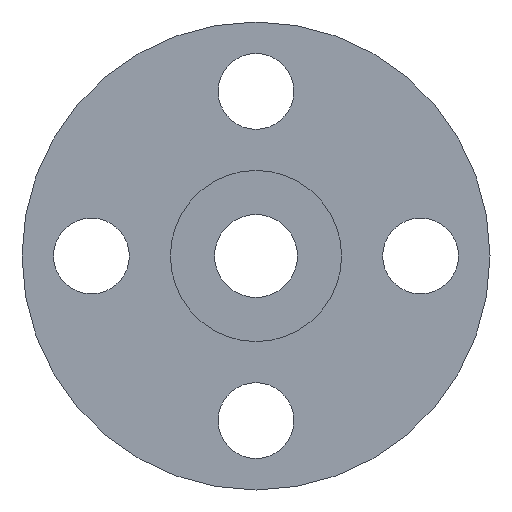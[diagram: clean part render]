
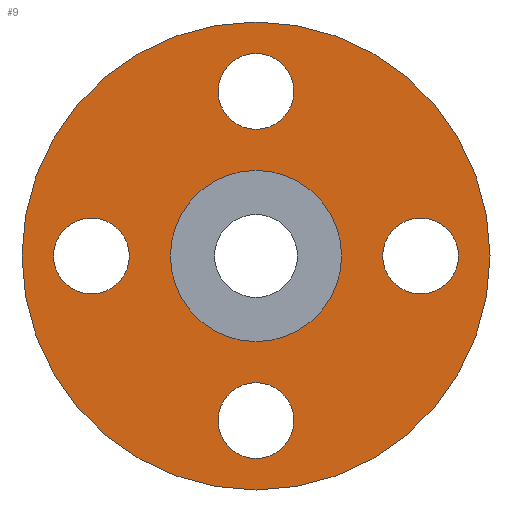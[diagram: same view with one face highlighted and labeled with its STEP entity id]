
A CAD part, front view. The second image highlights one B-rep face of the part: STEP entity #9.
In plain terms, the highlighted planar face has unit normal (0, -1, 0).
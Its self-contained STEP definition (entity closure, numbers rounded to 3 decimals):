
#9 = ADVANCED_FACE ( 'NONE', ( #238, #27, #303, #22, #442, #642 ), #588, .T. ) ;
#10 = DIRECTION ( 'NONE',  ( 0., 0., 1. ) ) ;
#14 = EDGE_CURVE ( 'NONE', #174, #770, #709, .T. ) ;
#16 = CARTESIAN_POINT ( 'NONE',  ( 0., 1.6, 41.25 ) ) ;
#22 = FACE_BOUND ( 'NONE', #374, .T. ) ;
#27 = FACE_BOUND ( 'NONE', #144, .T. ) ;
#29 = EDGE_CURVE ( 'NONE', #770, #174, #210, .T. ) ;
#34 = VERTEX_POINT ( 'NONE', #43 ) ;
#43 = CARTESIAN_POINT ( 'NONE',  ( 31.75, 1.6, 0. ) ) ;
#48 = DIRECTION ( 'NONE',  ( 0., -1., 0. ) ) ;
#63 = DIRECTION ( 'NONE',  ( 0., 0., 1. ) ) ;
#64 = ORIENTED_EDGE ( 'NONE', *, *, #647, .F. ) ;
#81 = DIRECTION ( 'NONE',  ( -1., 0., 0. ) ) ;
#86 = CIRCLE ( 'NONE', #197, 21.45 ) ;
#91 = DIRECTION ( 'NONE',  ( 0., -1., 0. ) ) ;
#111 = AXIS2_PLACEMENT_3D ( 'NONE', #224, #48, #669 ) ;
#116 = VERTEX_POINT ( 'NONE', #393 ) ;
#130 = CARTESIAN_POINT ( 'NONE',  ( 0., 1.6, 0. ) ) ;
#134 = DIRECTION ( 'NONE',  ( -1., 0., 0. ) ) ;
#144 = EDGE_LOOP ( 'NONE', ( #344, #266 ) ) ;
#156 = CIRCLE ( 'NONE', #623, 9.5 ) ;
#163 = ORIENTED_EDGE ( 'NONE', *, *, #863, .T. ) ;
#167 = CARTESIAN_POINT ( 'NONE',  ( -50.75, 1.6, 0. ) ) ;
#171 = CARTESIAN_POINT ( 'NONE',  ( 50.75, 1.6, 0. ) ) ;
#174 = VERTEX_POINT ( 'NONE', #476 ) ;
#175 = CARTESIAN_POINT ( 'NONE',  ( 0., 1.6, -50.75 ) ) ;
#180 = AXIS2_PLACEMENT_3D ( 'NONE', #632, #844, #755 ) ;
#187 = CARTESIAN_POINT ( 'NONE',  ( 0., 1.6, -31.75 ) ) ;
#194 = EDGE_CURVE ( 'NONE', #511, #34, #576, .T. ) ;
#197 = AXIS2_PLACEMENT_3D ( 'NONE', #310, #589, #733 ) ;
#210 = CIRCLE ( 'NONE', #111, 9.5 ) ;
#221 = EDGE_CURVE ( 'NONE', #683, #757, #775, .T. ) ;
#224 = CARTESIAN_POINT ( 'NONE',  ( 0., 1.6, 41.25 ) ) ;
#229 = CARTESIAN_POINT ( 'NONE',  ( -31.75, 1.6, 0. ) ) ;
#232 = ORIENTED_EDGE ( 'NONE', *, *, #440, .F. ) ;
#234 = CARTESIAN_POINT ( 'NONE',  ( 0., 1.6, 50.75 ) ) ;
#235 = EDGE_CURVE ( 'NONE', #692, #323, #896, .T. ) ;
#238 = FACE_BOUND ( 'NONE', #679, .T. ) ;
#242 = CARTESIAN_POINT ( 'NONE',  ( 0., 1.6, 0. ) ) ;
#254 = EDGE_LOOP ( 'NONE', ( #781, #163 ) ) ;
#266 = ORIENTED_EDGE ( 'NONE', *, *, #29, .F. ) ;
#299 = DIRECTION ( 'NONE',  ( 0., 1., 0. ) ) ;
#303 = FACE_BOUND ( 'NONE', #503, .T. ) ;
#306 = AXIS2_PLACEMENT_3D ( 'NONE', #871, #778, #652 ) ;
#310 = CARTESIAN_POINT ( 'NONE',  ( 0., 1.6, 0. ) ) ;
#323 = VERTEX_POINT ( 'NONE', #715 ) ;
#324 = AXIS2_PLACEMENT_3D ( 'NONE', #729, #372, #383 ) ;
#344 = ORIENTED_EDGE ( 'NONE', *, *, #14, .F. ) ;
#346 = CARTESIAN_POINT ( 'NONE',  ( -41.25, 1.6, 0. ) ) ;
#349 = ORIENTED_EDGE ( 'NONE', *, *, #235, .F. ) ;
#360 = DIRECTION ( 'NONE',  ( 0., 0., 1. ) ) ;
#368 = EDGE_LOOP ( 'NONE', ( #773, #349 ) ) ;
#371 = ORIENTED_EDGE ( 'NONE', *, *, #221, .F. ) ;
#372 = DIRECTION ( 'NONE',  ( 0., -1., 0. ) ) ;
#374 = EDGE_LOOP ( 'NONE', ( #232, #64 ) ) ;
#377 = CARTESIAN_POINT ( 'NONE',  ( 0., 1.6, -58.65 ) ) ;
#378 = AXIS2_PLACEMENT_3D ( 'NONE', #346, #830, #134 ) ;
#379 = AXIS2_PLACEMENT_3D ( 'NONE', #802, #450, #380 ) ;
#380 = DIRECTION ( 'NONE',  ( 0., 0., -1. ) ) ;
#383 = DIRECTION ( 'NONE',  ( 1., 0., 0. ) ) ;
#393 = CARTESIAN_POINT ( 'NONE',  ( 0., 1.6, -21.45 ) ) ;
#394 = ORIENTED_EDGE ( 'NONE', *, *, #738, .F. ) ;
#418 = AXIS2_PLACEMENT_3D ( 'NONE', #16, #91, #360 ) ;
#438 = ORIENTED_EDGE ( 'NONE', *, *, #194, .F. ) ;
#440 = EDGE_CURVE ( 'NONE', #877, #723, #585, .T. ) ;
#442 = FACE_BOUND ( 'NONE', #254, .T. ) ;
#450 = DIRECTION ( 'NONE',  ( 0., -1., 0. ) ) ;
#468 = DIRECTION ( 'NONE',  ( 0., 0., 1. ) ) ;
#476 = CARTESIAN_POINT ( 'NONE',  ( 0., 1.6, 31.75 ) ) ;
#480 = ORIENTED_EDGE ( 'NONE', *, *, #689, .F. ) ;
#492 = CIRCLE ( 'NONE', #533, 58.65 ) ;
#493 = CARTESIAN_POINT ( 'NONE',  ( 0., 1.6, -41.25 ) ) ;
#499 = AXIS2_PLACEMENT_3D ( 'NONE', #130, #902, #63 ) ;
#500 = VERTEX_POINT ( 'NONE', #605 ) ;
#503 = EDGE_LOOP ( 'NONE', ( #480, #438 ) ) ;
#511 = VERTEX_POINT ( 'NONE', #171 ) ;
#533 = AXIS2_PLACEMENT_3D ( 'NONE', #242, #791, #10 ) ;
#552 = CIRCLE ( 'NONE', #324, 9.5 ) ;
#556 = AXIS2_PLACEMENT_3D ( 'NONE', #654, #299, #468 ) ;
#576 = CIRCLE ( 'NONE', #180, 9.5 ) ;
#585 = CIRCLE ( 'NONE', #379, 9.5 ) ;
#588 = PLANE ( 'NONE',  #306 ) ;
#589 = DIRECTION ( 'NONE',  ( 0., 1., 0. ) ) ;
#605 = CARTESIAN_POINT ( 'NONE',  ( 0., 1.6, 21.45 ) ) ;
#623 = AXIS2_PLACEMENT_3D ( 'NONE', #635, #665, #81 ) ;
#632 = CARTESIAN_POINT ( 'NONE',  ( 41.25, 1.6, 0. ) ) ;
#635 = CARTESIAN_POINT ( 'NONE',  ( -41.25, 1.6, 0. ) ) ;
#642 = FACE_OUTER_BOUND ( 'NONE', #368, .T. ) ;
#647 = EDGE_CURVE ( 'NONE', #723, #877, #829, .T. ) ;
#652 = DIRECTION ( 'NONE',  ( 0., 0., -1. ) ) ;
#654 = CARTESIAN_POINT ( 'NONE',  ( 0., 1.6, 0. ) ) ;
#665 = DIRECTION ( 'NONE',  ( 0., -1., 0. ) ) ;
#669 = DIRECTION ( 'NONE',  ( 0., 0., 1. ) ) ;
#679 = EDGE_LOOP ( 'NONE', ( #394, #371 ) ) ;
#683 = VERTEX_POINT ( 'NONE', #167 ) ;
#689 = EDGE_CURVE ( 'NONE', #34, #511, #552, .T. ) ;
#692 = VERTEX_POINT ( 'NONE', #377 ) ;
#693 = DIRECTION ( 'NONE',  ( 0., 0., -1. ) ) ;
#701 = EDGE_CURVE ( 'NONE', #323, #692, #492, .T. ) ;
#702 = CIRCLE ( 'NONE', #556, 21.45 ) ;
#709 = CIRCLE ( 'NONE', #418, 9.5 ) ;
#715 = CARTESIAN_POINT ( 'NONE',  ( 0., 1.6, 58.65 ) ) ;
#723 = VERTEX_POINT ( 'NONE', #175 ) ;
#729 = CARTESIAN_POINT ( 'NONE',  ( 41.25, 1.6, 0. ) ) ;
#733 = DIRECTION ( 'NONE',  ( 0., 0., 1. ) ) ;
#738 = EDGE_CURVE ( 'NONE', #757, #683, #156, .T. ) ;
#754 = AXIS2_PLACEMENT_3D ( 'NONE', #493, #828, #693 ) ;
#755 = DIRECTION ( 'NONE',  ( 1., 0., 0. ) ) ;
#757 = VERTEX_POINT ( 'NONE', #229 ) ;
#770 = VERTEX_POINT ( 'NONE', #234 ) ;
#773 = ORIENTED_EDGE ( 'NONE', *, *, #701, .F. ) ;
#775 = CIRCLE ( 'NONE', #378, 9.5 ) ;
#778 = DIRECTION ( 'NONE',  ( 0., -1., 0. ) ) ;
#779 = EDGE_CURVE ( 'NONE', #500, #116, #86, .T. ) ;
#781 = ORIENTED_EDGE ( 'NONE', *, *, #779, .T. ) ;
#791 = DIRECTION ( 'NONE',  ( 0., 1., 0. ) ) ;
#802 = CARTESIAN_POINT ( 'NONE',  ( 0., 1.6, -41.25 ) ) ;
#828 = DIRECTION ( 'NONE',  ( 0., -1., 0. ) ) ;
#829 = CIRCLE ( 'NONE', #754, 9.5 ) ;
#830 = DIRECTION ( 'NONE',  ( 0., -1., 0. ) ) ;
#844 = DIRECTION ( 'NONE',  ( 0., -1., 0. ) ) ;
#863 = EDGE_CURVE ( 'NONE', #116, #500, #702, .T. ) ;
#871 = CARTESIAN_POINT ( 'NONE',  ( 0., 1.6, 21.45 ) ) ;
#877 = VERTEX_POINT ( 'NONE', #187 ) ;
#896 = CIRCLE ( 'NONE', #499, 58.65 ) ;
#902 = DIRECTION ( 'NONE',  ( 0., 1., 0. ) ) ;
